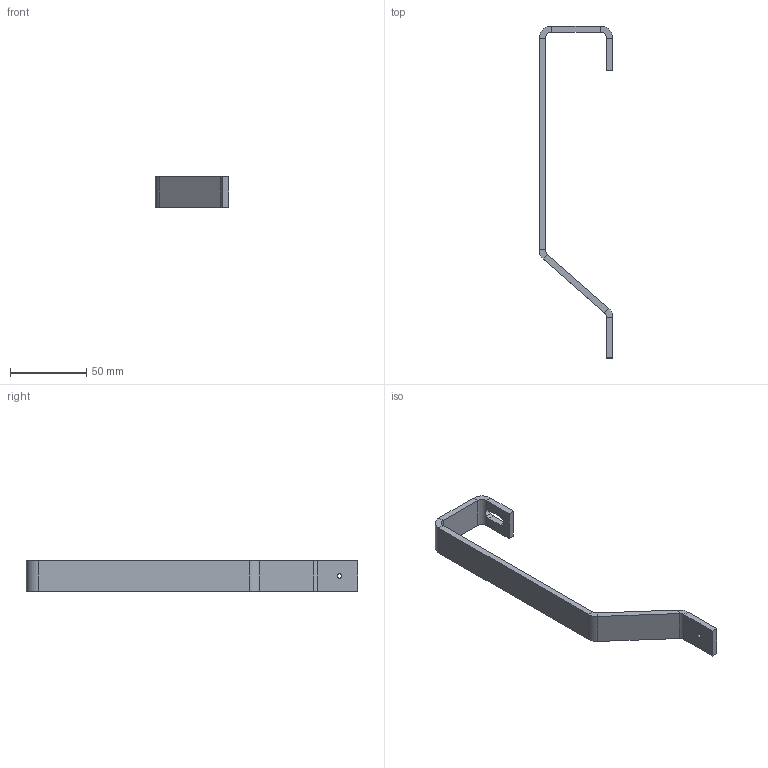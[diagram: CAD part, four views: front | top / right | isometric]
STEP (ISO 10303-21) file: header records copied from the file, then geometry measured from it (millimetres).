
FILE_DESCRIPTION (( 'STEP AP203' ), '1' );
FILE_NAME ('Handle_Back_Défaut_sldprt.STEP', '2020-01-15T11:00:31', ( '' ), ( '' ), 'SwSTEP 2.0', 'SolidWorks 2017', '' );
FILE_SCHEMA (( 'CONFIG_CONTROL_DESIGN' ));
Length unit declared in the file: millimetre
Products named in the file (1): Handle_Back_Défaut_sldprt
Bounding box: 48 x 217 x 20 mm (x, y, z)
Volume: 23563.7 mm3; surface area: 14548.1 mm2
Topology: 1 solids, 1 shells, 46 faces, 102 edges, 56 vertices
Faces by surface type: plane 32, cylinder 13, bspline 1
Entity records: 1413 total; most frequent: CARTESIAN_POINT 316, DIRECTION 218, ORIENTED_EDGE 204, EDGE_CURVE 102, LINE 74, VECTOR 74, AXIS2_PLACEMENT_3D 72, VERTEX_POINT 56
